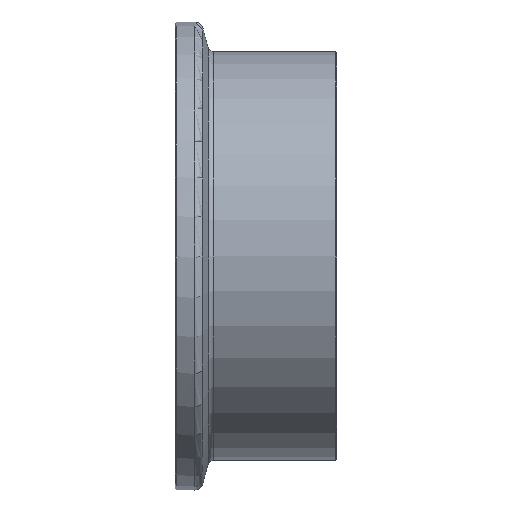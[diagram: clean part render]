
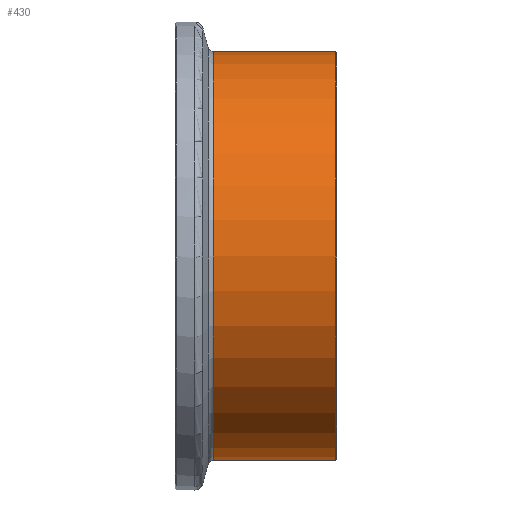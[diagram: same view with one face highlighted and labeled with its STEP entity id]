
A CAD part, front view. The second image highlights one B-rep face of the part: STEP entity #430.
In plain terms, the highlighted cylindrical face has radius 38 mm (diameter 76 mm), a full revolution.
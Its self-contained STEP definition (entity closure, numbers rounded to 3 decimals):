
#52=CYLINDRICAL_SURFACE('',#485,38.);
#64=CIRCLE('',#486,38.);
#65=CIRCLE('',#487,38.);
#94=ORIENTED_EDGE('',*,*,#205,.T.);
#95=ORIENTED_EDGE('',*,*,#206,.T.);
#205=EDGE_CURVE('',#260,#260,#64,.F.);
#206=EDGE_CURVE('',#261,#261,#65,.F.);
#260=VERTEX_POINT('',#697);
#261=VERTEX_POINT('',#699);
#326=EDGE_LOOP('',(#94));
#327=EDGE_LOOP('',(#95));
#372=FACE_BOUND('',#326,.T.);
#373=FACE_BOUND('',#327,.T.);
#430=ADVANCED_FACE('',(#372,#373),#52,.T.);
#485=AXIS2_PLACEMENT_3D('',#695,#556,#557);
#486=AXIS2_PLACEMENT_3D('',#696,#558,#559);
#487=AXIS2_PLACEMENT_3D('',#698,#560,#561);
#556=DIRECTION('',(-1.,0.,0.));
#557=DIRECTION('',(0.,0.,1.));
#558=DIRECTION('',(1.,0.,0.));
#559=DIRECTION('',(0.,0.,-1.));
#560=DIRECTION('',(-1.,0.,0.));
#561=DIRECTION('',(0.,0.,1.));
#695=CARTESIAN_POINT('',(0.,0.,0.));
#696=CARTESIAN_POINT('',(29.8,0.,0.));
#697=CARTESIAN_POINT('',(29.8,0.,-38.));
#698=CARTESIAN_POINT('',(7.045,0.,0.));
#699=CARTESIAN_POINT('',(7.045,0.,38.));
